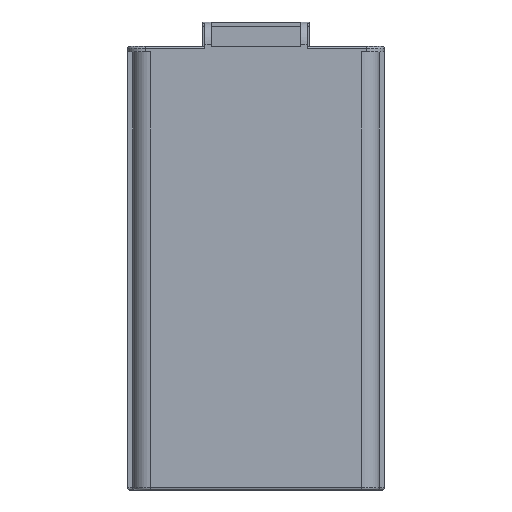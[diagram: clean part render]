
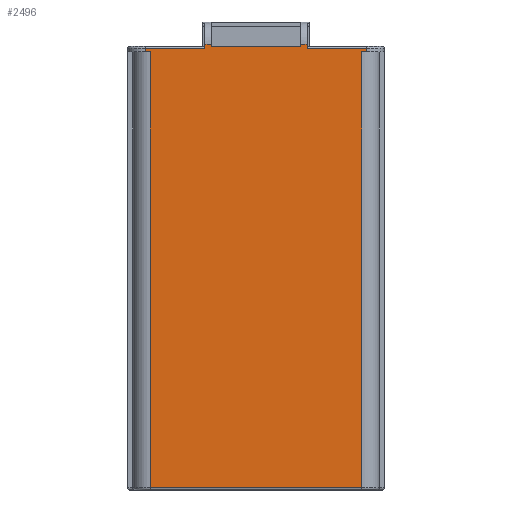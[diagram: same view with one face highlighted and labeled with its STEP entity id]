
A CAD part, front view. The second image highlights one B-rep face of the part: STEP entity #2496.
In plain terms, the highlighted planar face has unit normal (0, -1, 0).
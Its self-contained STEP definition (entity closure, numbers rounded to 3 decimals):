
#2 = DIRECTION ( 'NONE',  ( -1., 0., 0. ) ) ;
#3 = CARTESIAN_POINT ( 'NONE',  ( -24.8, -20., 48.6 ) ) ;
#36 = VERTEX_POINT ( 'NONE', #4914 ) ;
#43 = VERTEX_POINT ( 'NONE', #4726 ) ;
#48 = VERTEX_POINT ( 'NONE', #4893 ) ;
#75 = VERTEX_POINT ( 'NONE', #5016 ) ;
#135 = VERTEX_POINT ( 'NONE', #5019 ) ;
#143 = VERTEX_POINT ( 'NONE', #4704 ) ;
#160 = VERTEX_POINT ( 'NONE', #4879 ) ;
#204 = DIRECTION ( 'NONE',  ( 0., 0., 1. ) ) ;
#218 = VECTOR ( 'NONE', #702, 1000. ) ;
#238 = VECTOR ( 'NONE', #2260, 1000. ) ;
#251 = LINE ( 'NONE', #703, #218 ) ;
#268 = LINE ( 'NONE', #2261, #238 ) ;
#270 = VECTOR ( 'NONE', #2227, 1000. ) ;
#318 = LINE ( 'NONE', #2247, #270 ) ;
#394 = LINE ( 'NONE', #1142, #409 ) ;
#409 = VECTOR ( 'NONE', #874, 1000. ) ;
#416 = CARTESIAN_POINT ( 'NONE',  ( -11.5, -20., 24.9 ) ) ;
#485 = FACE_OUTER_BOUND ( 'NONE', #3403, .T. ) ;
#599 = DIRECTION ( 'NONE',  ( 0., 0., -1. ) ) ;
#621 = CARTESIAN_POINT ( 'NONE',  ( 24.8, -20., 49.8 ) ) ;
#702 = DIRECTION ( 'NONE',  ( 0., 0., -1. ) ) ;
#703 = CARTESIAN_POINT ( 'NONE',  ( -24.8, -20., 49.8 ) ) ;
#799 = DIRECTION ( 'NONE',  ( 0., 0., -1. ) ) ;
#806 = CARTESIAN_POINT ( 'NONE',  ( 11.5, -20., 24.9 ) ) ;
#810 = DIRECTION ( 'NONE',  ( 1., 0., 0. ) ) ;
#811 = CARTESIAN_POINT ( 'NONE',  ( -11.85, -20., 50.3 ) ) ;
#874 = DIRECTION ( 'NONE',  ( 0., 0., 1. ) ) ;
#916 = VERTEX_POINT ( 'NONE', #4947 ) ;
#918 = ORIENTED_EDGE ( 'NONE', *, *, #1563, .T. ) ;
#923 = VERTEX_POINT ( 'NONE', #5034 ) ;
#935 = ORIENTED_EDGE ( 'NONE', *, *, #1965, .F. ) ;
#938 = VERTEX_POINT ( 'NONE', #4698 ) ;
#940 = VERTEX_POINT ( 'NONE', #5027 ) ;
#988 = ORIENTED_EDGE ( 'NONE', *, *, #1772, .F. ) ;
#1005 = ORIENTED_EDGE ( 'NONE', *, *, #1978, .F. ) ;
#1007 = ORIENTED_EDGE ( 'NONE', *, *, #2074, .F. ) ;
#1030 = VERTEX_POINT ( 'NONE', #4972 ) ;
#1065 = VERTEX_POINT ( 'NONE', #4952 ) ;
#1075 = ORIENTED_EDGE ( 'NONE', *, *, #1967, .F. ) ;
#1105 = ORIENTED_EDGE ( 'NONE', *, *, #1702, .F. ) ;
#1112 = ORIENTED_EDGE ( 'NONE', *, *, #1430, .F. ) ;
#1120 = ORIENTED_EDGE ( 'NONE', *, *, #1492, .F. ) ;
#1142 = CARTESIAN_POINT ( 'NONE',  ( 10., -20., 49.8 ) ) ;
#1149 = VERTEX_POINT ( 'NONE', #4906 ) ;
#1187 = ORIENTED_EDGE ( 'NONE', *, *, #1498, .F. ) ;
#1201 = ORIENTED_EDGE ( 'NONE', *, *, #1676, .T. ) ;
#1203 = ORIENTED_EDGE ( 'NONE', *, *, #1360, .F. ) ;
#1243 = ORIENTED_EDGE ( 'NONE', *, *, #1906, .F. ) ;
#1300 = ORIENTED_EDGE ( 'NONE', *, *, #1608, .F. ) ;
#1314 = VERTEX_POINT ( 'NONE', #4823 ) ;
#1319 = VERTEX_POINT ( 'NONE', #4815 ) ;
#1360 = EDGE_CURVE ( 'NONE', #940, #43, #3627, .T. ) ;
#1430 = EDGE_CURVE ( 'NONE', #36, #160, #3345, .T. ) ;
#1456 = DIRECTION ( 'NONE',  ( 1., 0., 0. ) ) ;
#1492 = EDGE_CURVE ( 'NONE', #923, #135, #3400, .T. ) ;
#1498 = EDGE_CURVE ( 'NONE', #135, #36, #3217, .T. ) ;
#1563 = EDGE_CURVE ( 'NONE', #1319, #1065, #4003, .T. ) ;
#1608 = EDGE_CURVE ( 'NONE', #1314, #940, #4191, .T. ) ;
#1659 = CARTESIAN_POINT ( 'NONE',  ( -11.85, -20., 49.3 ) ) ;
#1663 = AXIS2_PLACEMENT_3D ( 'NONE', #4667, #4664, #4662 ) ;
#1676 = EDGE_CURVE ( 'NONE', #143, #1149, #268, .T. ) ;
#1702 = EDGE_CURVE ( 'NONE', #1319, #1314, #318, .T. ) ;
#1772 = EDGE_CURVE ( 'NONE', #1030, #923, #394, .T. ) ;
#1820 = EDGE_CURVE ( 'NONE', #916, #43, #251, .T. ) ;
#1862 = EDGE_CURVE ( 'NONE', #75, #938, #4565, .T. ) ;
#1906 = EDGE_CURVE ( 'NONE', #48, #1065, #4503, .T. ) ;
#1965 = EDGE_CURVE ( 'NONE', #938, #1149, #4201, .T. ) ;
#1967 = EDGE_CURVE ( 'NONE', #160, #48, #4200, .T. ) ;
#1978 = EDGE_CURVE ( 'NONE', #916, #75, #4656, .T. ) ;
#2074 = EDGE_CURVE ( 'NONE', #143, #1030, #2303, .T. ) ;
#2227 = DIRECTION ( 'NONE',  ( -1., 0., 0. ) ) ;
#2247 = CARTESIAN_POINT ( 'NONE',  ( -11.85, -20., -49.3 ) ) ;
#2260 = DIRECTION ( 'NONE',  ( 0., 0., 1. ) ) ;
#2261 = CARTESIAN_POINT ( 'NONE',  ( -10., -20., 49.8 ) ) ;
#2295 = CARTESIAN_POINT ( 'NONE',  ( 23.7, -20., 0. ) ) ;
#2303 = LINE ( 'NONE', #4447, #2316 ) ;
#2316 = VECTOR ( 'NONE', #4388, 1000. ) ;
#2496 = ADVANCED_FACE ( 'NONE', ( #485 ), #4669, .T. ) ;
#2702 = DIRECTION ( 'NONE',  ( 0., 0., 1. ) ) ;
#2722 = CARTESIAN_POINT ( 'NONE',  ( -11.85, -20., 50.3 ) ) ;
#2744 = DIRECTION ( 'NONE',  ( 1., 0., 0. ) ) ;
#2750 = CARTESIAN_POINT ( 'NONE',  ( -23.7, -20., 0. ) ) ;
#3135 = DIRECTION ( 'NONE',  ( 1., 0., 0. ) ) ;
#3158 = CARTESIAN_POINT ( 'NONE',  ( -11.85, -20., 49.3 ) ) ;
#3217 = LINE ( 'NONE', #806, #3312 ) ;
#3244 = ORIENTED_EDGE ( 'NONE', *, *, #1820, .T. ) ;
#3312 = VECTOR ( 'NONE', #799, 1000. ) ;
#3345 = LINE ( 'NONE', #3158, #3434 ) ;
#3400 = LINE ( 'NONE', #811, #3764 ) ;
#3403 = EDGE_LOOP ( 'NONE', ( #1105, #918, #1243, #1075, #1112, #1187, #1120, #988, #1007, #1201, #935, #3700, #1005, #3244, #1203, #1300 ) ) ;
#3434 = VECTOR ( 'NONE', #3135, 1000. ) ;
#3616 = VECTOR ( 'NONE', #4771, 1000. ) ;
#3627 = LINE ( 'NONE', #4772, #3616 ) ;
#3700 = ORIENTED_EDGE ( 'NONE', *, *, #1862, .F. ) ;
#3764 = VECTOR ( 'NONE', #810, 1000. ) ;
#3896 = VECTOR ( 'NONE', #5136, 1000. ) ;
#4003 = LINE ( 'NONE', #2295, #3896 ) ;
#4142 = VECTOR ( 'NONE', #2702, 1000. ) ;
#4191 = LINE ( 'NONE', #2750, #4142 ) ;
#4198 = VECTOR ( 'NONE', #599, 1000. ) ;
#4199 = VECTOR ( 'NONE', #2744, 1000. ) ;
#4200 = LINE ( 'NONE', #621, #4198 ) ;
#4201 = LINE ( 'NONE', #2722, #4199 ) ;
#4388 = DIRECTION ( 'NONE',  ( 1., 0., 0. ) ) ;
#4447 = CARTESIAN_POINT ( 'NONE',  ( -24.8, -20., 49.8 ) ) ;
#4480 = VECTOR ( 'NONE', #2, 1000. ) ;
#4495 = VECTOR ( 'NONE', #204, 1000. ) ;
#4503 = LINE ( 'NONE', #3, #4480 ) ;
#4565 = LINE ( 'NONE', #416, #4495 ) ;
#4651 = VECTOR ( 'NONE', #1456, 1000. ) ;
#4656 = LINE ( 'NONE', #1659, #4651 ) ;
#4662 = DIRECTION ( 'NONE',  ( 0., 0., -1. ) ) ;
#4664 = DIRECTION ( 'NONE',  ( 0., -1., 0. ) ) ;
#4667 = CARTESIAN_POINT ( 'NONE',  ( -23.7, -20., 0. ) ) ;
#4669 = PLANE ( 'NONE',  #1663 ) ;
#4698 = CARTESIAN_POINT ( 'NONE',  ( -11.5, -20., 50.3 ) ) ;
#4704 = CARTESIAN_POINT ( 'NONE',  ( -10., -20., 49.8 ) ) ;
#4726 = CARTESIAN_POINT ( 'NONE',  ( -24.8, -20., 48.6 ) ) ;
#4771 = DIRECTION ( 'NONE',  ( -1., 0., 0. ) ) ;
#4772 = CARTESIAN_POINT ( 'NONE',  ( -24.8, -20., 48.6 ) ) ;
#4815 = CARTESIAN_POINT ( 'NONE',  ( 23.7, -20., -49.3 ) ) ;
#4823 = CARTESIAN_POINT ( 'NONE',  ( -23.7, -20., -49.3 ) ) ;
#4879 = CARTESIAN_POINT ( 'NONE',  ( 24.8, -20., 49.3 ) ) ;
#4893 = CARTESIAN_POINT ( 'NONE',  ( 24.8, -20., 48.6 ) ) ;
#4906 = CARTESIAN_POINT ( 'NONE',  ( -10., -20., 50.3 ) ) ;
#4914 = CARTESIAN_POINT ( 'NONE',  ( 11.5, -20., 49.3 ) ) ;
#4947 = CARTESIAN_POINT ( 'NONE',  ( -24.8, -20., 49.3 ) ) ;
#4952 = CARTESIAN_POINT ( 'NONE',  ( 23.7, -20., 48.6 ) ) ;
#4972 = CARTESIAN_POINT ( 'NONE',  ( 10., -20., 49.8 ) ) ;
#5016 = CARTESIAN_POINT ( 'NONE',  ( -11.5, -20., 49.3 ) ) ;
#5019 = CARTESIAN_POINT ( 'NONE',  ( 11.5, -20., 50.3 ) ) ;
#5027 = CARTESIAN_POINT ( 'NONE',  ( -23.7, -20., 48.6 ) ) ;
#5034 = CARTESIAN_POINT ( 'NONE',  ( 10., -20., 50.3 ) ) ;
#5136 = DIRECTION ( 'NONE',  ( 0., 0., 1. ) ) ;
